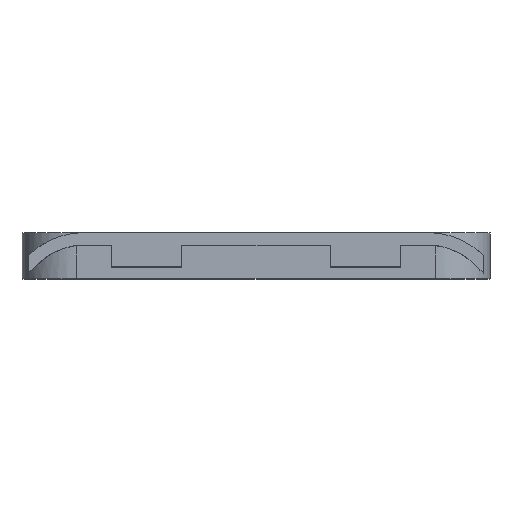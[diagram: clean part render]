
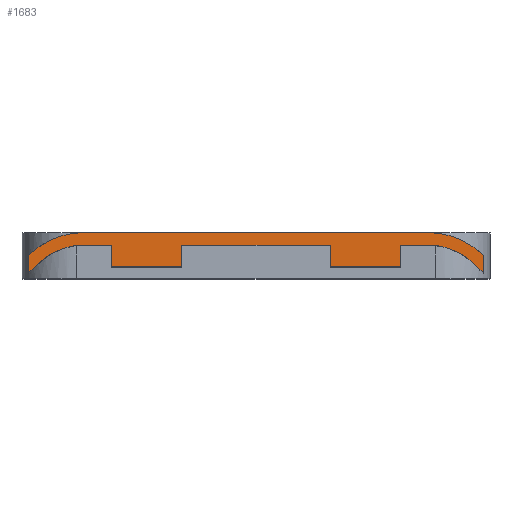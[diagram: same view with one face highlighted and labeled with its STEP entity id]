
A CAD part, top view. The second image highlights one B-rep face of the part: STEP entity #1683.
In plain terms, the highlighted planar face has unit normal (0, 0, 1).
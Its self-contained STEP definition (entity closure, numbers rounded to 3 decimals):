
#64=PLANE('',#1813);
#135=FACE_OUTER_BOUND('',#231,.T.);
#231=EDGE_LOOP('',(#1414,#1415,#1416,#1417,#1418,#1419,#1420,#1421,#1422,
#1423,#1424,#1425,#1426,#1427,#1428,#1429,#1430,#1431));
#355=LINE('',#2552,#535);
#379=LINE('',#2605,#559);
#410=LINE('',#2670,#590);
#424=LINE('',#2697,#604);
#434=LINE('',#2720,#614);
#439=LINE('',#2731,#619);
#442=LINE('',#2767,#622);
#443=LINE('',#2769,#623);
#444=LINE('',#2770,#624);
#445=LINE('',#2772,#625);
#446=LINE('',#2774,#626);
#447=LINE('',#2776,#627);
#448=LINE('',#2778,#628);
#449=LINE('',#2781,#629);
#535=VECTOR('',#2031,10.);
#559=VECTOR('',#2065,10.);
#590=VECTOR('',#2120,10.);
#604=VECTOR('',#2140,10.);
#614=VECTOR('',#2156,10.);
#619=VECTOR('',#2167,10.);
#622=VECTOR('',#2178,10.);
#623=VECTOR('',#2179,10.);
#624=VECTOR('',#2180,10.);
#625=VECTOR('',#2181,10.);
#626=VECTOR('',#2182,10.);
#627=VECTOR('',#2183,10.);
#628=VECTOR('',#2184,10.);
#629=VECTOR('',#2187,10.);
#683=CIRCLE('',#1814,8.4);
#684=CIRCLE('',#1815,8.4);
#685=CIRCLE('',#1816,10.);
#686=CIRCLE('',#1817,10.);
#773=VERTEX_POINT('',#2549);
#774=VERTEX_POINT('',#2551);
#797=VERTEX_POINT('',#2602);
#798=VERTEX_POINT('',#2604);
#819=VERTEX_POINT('',#2667);
#820=VERTEX_POINT('',#2669);
#829=VERTEX_POINT('',#2693);
#830=VERTEX_POINT('',#2695);
#839=VERTEX_POINT('',#2717);
#840=VERTEX_POINT('',#2719);
#843=VERTEX_POINT('',#2729);
#848=VERTEX_POINT('',#2766);
#849=VERTEX_POINT('',#2768);
#850=VERTEX_POINT('',#2771);
#851=VERTEX_POINT('',#2773);
#852=VERTEX_POINT('',#2775);
#853=VERTEX_POINT('',#2777);
#854=VERTEX_POINT('',#2779);
#963=EDGE_CURVE('',#774,#773,#355,.T.);
#989=EDGE_CURVE('',#798,#797,#379,.T.);
#1024=EDGE_CURVE('',#820,#819,#410,.T.);
#1038=EDGE_CURVE('',#829,#830,#424,.T.);
#1048=EDGE_CURVE('',#840,#839,#434,.T.);
#1054=EDGE_CURVE('',#830,#843,#439,.T.);
#1062=EDGE_CURVE('',#843,#774,#683,.T.);
#1063=EDGE_CURVE('',#773,#848,#442,.T.);
#1064=EDGE_CURVE('',#849,#848,#443,.T.);
#1065=EDGE_CURVE('',#820,#849,#444,.T.);
#1066=EDGE_CURVE('',#819,#850,#445,.T.);
#1067=EDGE_CURVE('',#851,#850,#446,.T.);
#1068=EDGE_CURVE('',#852,#851,#447,.T.);
#1069=EDGE_CURVE('',#852,#853,#448,.T.);
#1070=EDGE_CURVE('',#853,#854,#684,.T.);
#1071=EDGE_CURVE('',#854,#840,#449,.T.);
#1072=EDGE_CURVE('',#839,#798,#685,.T.);
#1073=EDGE_CURVE('',#797,#829,#686,.T.);
#1414=ORIENTED_EDGE('',*,*,#1038,.T.);
#1415=ORIENTED_EDGE('',*,*,#1054,.T.);
#1416=ORIENTED_EDGE('',*,*,#1062,.T.);
#1417=ORIENTED_EDGE('',*,*,#963,.T.);
#1418=ORIENTED_EDGE('',*,*,#1063,.T.);
#1419=ORIENTED_EDGE('',*,*,#1064,.F.);
#1420=ORIENTED_EDGE('',*,*,#1065,.F.);
#1421=ORIENTED_EDGE('',*,*,#1024,.T.);
#1422=ORIENTED_EDGE('',*,*,#1066,.T.);
#1423=ORIENTED_EDGE('',*,*,#1067,.F.);
#1424=ORIENTED_EDGE('',*,*,#1068,.F.);
#1425=ORIENTED_EDGE('',*,*,#1069,.T.);
#1426=ORIENTED_EDGE('',*,*,#1070,.T.);
#1427=ORIENTED_EDGE('',*,*,#1071,.T.);
#1428=ORIENTED_EDGE('',*,*,#1048,.T.);
#1429=ORIENTED_EDGE('',*,*,#1072,.T.);
#1430=ORIENTED_EDGE('',*,*,#989,.T.);
#1431=ORIENTED_EDGE('',*,*,#1073,.T.);
#1683=ADVANCED_FACE('',(#135),#64,.T.);
#1813=AXIS2_PLACEMENT_3D('',#2764,#2174,#2175);
#1814=AXIS2_PLACEMENT_3D('',#2765,#2176,#2177);
#1815=AXIS2_PLACEMENT_3D('',#2780,#2185,#2186);
#1816=AXIS2_PLACEMENT_3D('',#2782,#2188,#2189);
#1817=AXIS2_PLACEMENT_3D('',#2783,#2190,#2191);
#2031=DIRECTION('',(1.,0.,0.));
#2065=DIRECTION('',(-1.,0.,0.));
#2120=DIRECTION('',(1.,0.,0.));
#2140=DIRECTION('',(0.,-1.,0.));
#2156=DIRECTION('',(0.,1.,0.));
#2167=DIRECTION('',(0.707,0.707,0.));
#2174=DIRECTION('center_axis',(0.,0.,
1.));
#2175=DIRECTION('ref_axis',(1.,0.,0.));
#2176=DIRECTION('center_axis',(0.,0.,
-1.));
#2177=DIRECTION('ref_axis',(0.,1.,0.));
#2178=DIRECTION('',(0.,-1.,0.));
#2179=DIRECTION('',(-1.,0.,0.));
#2180=DIRECTION('',(0.,-1.,0.));
#2181=DIRECTION('',(0.,-1.,0.));
#2182=DIRECTION('',(-1.,0.,0.));
#2183=DIRECTION('',(0.,-1.,0.));
#2184=DIRECTION('',(1.,0.,0.));
#2185=DIRECTION('center_axis',(0.,0.,
-1.));
#2186=DIRECTION('ref_axis',(0.707,0.707,0.));
#2187=DIRECTION('',(0.707,-0.707,0.));
#2188=DIRECTION('center_axis',(0.,0.,
1.));
#2189=DIRECTION('ref_axis',(0.707,0.707,0.));
#2190=DIRECTION('center_axis',(0.,0.,
1.));
#2191=DIRECTION('ref_axis',(0.,1.,0.));
#2549=CARTESIAN_POINT('',(11.5,23.4,-2.7));
#2551=CARTESIAN_POINT('',(7.929,23.4,-2.7));
#2552=CARTESIAN_POINT('',(-11.036,23.4,-2.7));
#2602=CARTESIAN_POINT('',(7.929,25.,-2.7));
#2604=CARTESIAN_POINT('',(52.071,25.,-2.7));
#2605=CARTESIAN_POINT('',(-11.036,25.,-2.7));
#2667=CARTESIAN_POINT('',(39.5,23.4,-2.7));
#2669=CARTESIAN_POINT('',(20.5,23.4,-2.7));
#2670=CARTESIAN_POINT('',(-11.036,23.4,-2.7));
#2693=CARTESIAN_POINT('',(0.858,22.071,-2.7));
#2695=CARTESIAN_POINT('',(0.858,19.808,-2.7));
#2697=CARTESIAN_POINT('',(0.858,25.,-2.7));
#2717=CARTESIAN_POINT('',(59.142,22.071,-2.7));
#2719=CARTESIAN_POINT('',(59.142,19.808,-2.7));
#2720=CARTESIAN_POINT('',(59.142,25.,-2.7));
#2729=CARTESIAN_POINT('',(1.989,20.94,-2.7));
#2731=CARTESIAN_POINT('',(-8.757,10.193,-2.7));
#2764=CARTESIAN_POINT('Origin',(-30.,25.,-2.7));
#2765=CARTESIAN_POINT('Origin',(7.929,15.,-2.7));
#2766=CARTESIAN_POINT('',(11.5,20.6,-2.7));
#2767=CARTESIAN_POINT('',(11.5,25.,-2.7));
#2768=CARTESIAN_POINT('',(20.5,20.6,-2.7));
#2769=CARTESIAN_POINT('',(7.929,20.6,-2.7));
#2770=CARTESIAN_POINT('',(20.5,25.,-2.7));
#2771=CARTESIAN_POINT('',(39.5,20.6,-2.7));
#2772=CARTESIAN_POINT('',(39.5,25.,-2.7));
#2773=CARTESIAN_POINT('',(48.5,20.6,-2.7));
#2774=CARTESIAN_POINT('',(7.929,20.6,-2.7));
#2775=CARTESIAN_POINT('',(48.5,23.4,-2.7));
#2776=CARTESIAN_POINT('',(48.5,25.,-2.7));
#2777=CARTESIAN_POINT('',(52.071,23.4,-2.7));
#2778=CARTESIAN_POINT('',(-11.036,23.4,-2.7));
#2779=CARTESIAN_POINT('',(58.011,20.94,-2.7));
#2780=CARTESIAN_POINT('Origin',(52.071,15.,-2.7));
#2781=CARTESIAN_POINT('',(34.993,43.957,-2.7));
#2782=CARTESIAN_POINT('Origin',(52.071,15.,-2.7));
#2783=CARTESIAN_POINT('Origin',(7.929,15.,-2.7));
